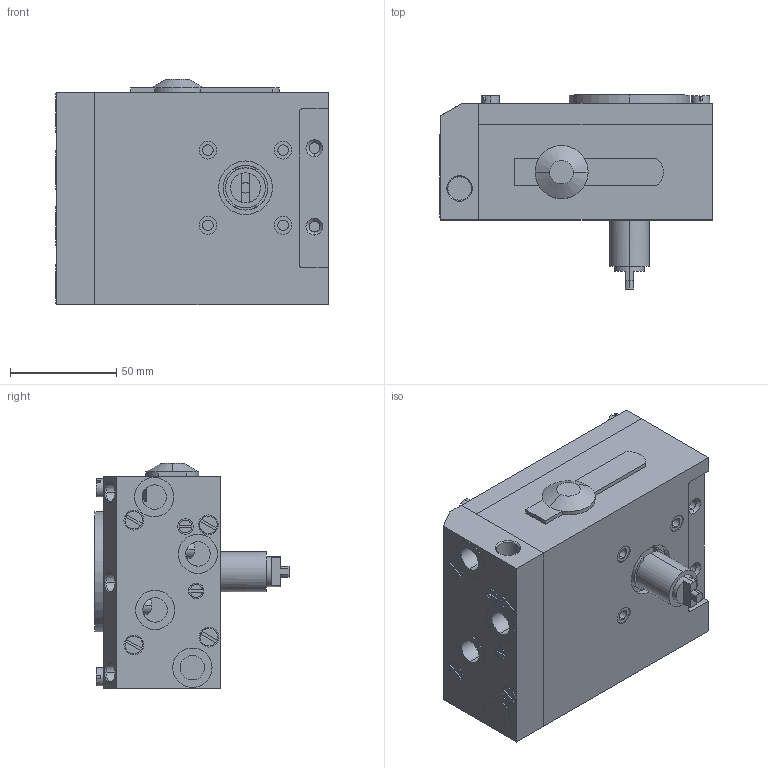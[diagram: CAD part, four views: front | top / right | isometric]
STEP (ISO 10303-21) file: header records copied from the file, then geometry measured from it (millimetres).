
FILE_DESCRIPTION (( 'STEP AP214' ), '1' );
FILE_NAME ('P5 utan manometrar_140925.STEP', '2014-09-29T13:42:22', ( '' ), ( '' ), 'SwSTEP 2.0', 'SolidWorks 2014', '' );
FILE_SCHEMA (( 'AUTOMOTIVE_DESIGN' ));
Length unit declared in the file: millimetre
Products named in the file (1): P5 utan manometrar_140925
Bounding box: 128.4 x 91.4 x 106 mm (x, y, z)
Volume: 699846.7 mm3; surface area: 104473.5 mm2
Topology: 10 solids, 10 shells, 422 faces, 994 edges, 650 vertices
Faces by surface type: plane 231, cylinder 165, cone 20, torus 6
Entity records: 12594 total; most frequent: CARTESIAN_POINT 2310, DIRECTION 2243, ORIENTED_EDGE 1988, EDGE_CURVE 994, AXIS2_PLACEMENT_3D 853, VERTEX_POINT 650, VECTOR 537, LINE 537
